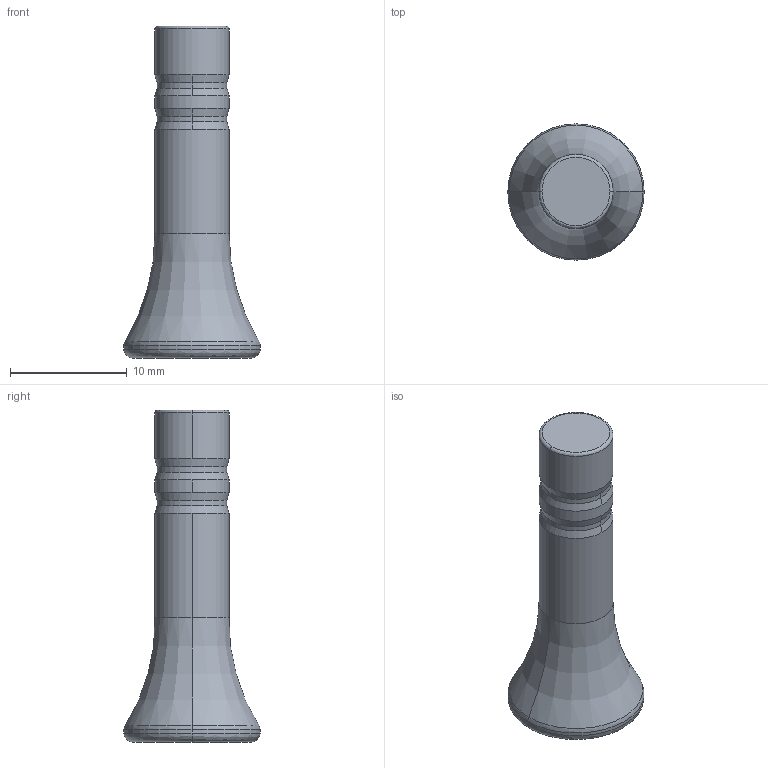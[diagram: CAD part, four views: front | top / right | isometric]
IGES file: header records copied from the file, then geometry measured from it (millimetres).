
Start section:  PTC IGES file: ilcp3002600.igs
Global section: file name: ilcp3002600.igs; native system: Pro/ENGINEER by Parametric Technology Corporation; preprocessor: 2005180; author: KR; organization: Unknown; date: 061122.132325; units: inch
Bounding box: 11.68 x 11.68 x 28.45 mm (x, y, z)
Surface area: 777.7 mm2 (no closed solid volume)
Topology: 0 solids, 0 shells, 30 faces, 132 edges, 132 vertices
Faces by surface type: revolution 28, bspline 2
